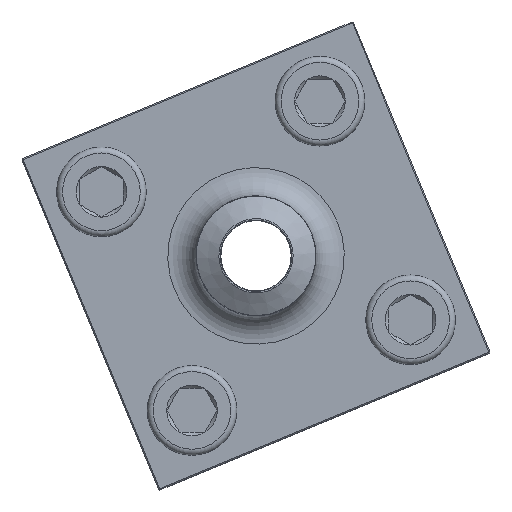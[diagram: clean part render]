
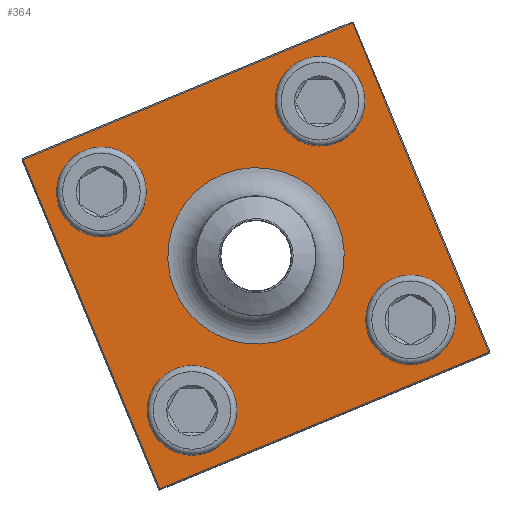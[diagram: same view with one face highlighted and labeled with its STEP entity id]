
A CAD part, top view. The second image highlights one B-rep face of the part: STEP entity #364.
In plain terms, the highlighted face is planar.
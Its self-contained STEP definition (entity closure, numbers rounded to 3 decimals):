
#147=LINE('',#1832,#207);
#148=LINE('',#1835,#208);
#149=LINE('',#1837,#209);
#150=LINE('',#1839,#210);
#207=VECTOR('',#1482,1.);
#208=VECTOR('',#1483,1.);
#209=VECTOR('',#1484,1.);
#210=VECTOR('',#1485,1.);
#364=ADVANCED_FACE('',(#497,#498,#499,#500,#501,#502),#418,.T.);
#418=PLANE('',#1225);
#497=FACE_BOUND('',#606,.T.);
#498=FACE_BOUND('',#607,.T.);
#499=FACE_BOUND('',#608,.T.);
#500=FACE_BOUND('',#609,.T.);
#501=FACE_BOUND('',#610,.T.);
#502=FACE_BOUND('',#611,.T.);
#606=EDGE_LOOP('',(#783));
#607=EDGE_LOOP('',(#784));
#608=EDGE_LOOP('',(#785));
#609=EDGE_LOOP('',(#786));
#610=EDGE_LOOP('',(#787,#788,#789,#790));
#611=EDGE_LOOP('',(#791));
#783=ORIENTED_EDGE('',*,*,#1047,.T.);
#784=ORIENTED_EDGE('',*,*,#1048,.T.);
#785=ORIENTED_EDGE('',*,*,#1049,.T.);
#786=ORIENTED_EDGE('',*,*,#1050,.T.);
#787=ORIENTED_EDGE('',*,*,#1051,.T.);
#788=ORIENTED_EDGE('',*,*,#1052,.T.);
#789=ORIENTED_EDGE('',*,*,#1053,.T.);
#790=ORIENTED_EDGE('',*,*,#1054,.T.);
#791=ORIENTED_EDGE('',*,*,#1011,.T.);
#918=VERTEX_POINT('',#1734);
#954=VERTEX_POINT('',#1825);
#955=VERTEX_POINT('',#1827);
#956=VERTEX_POINT('',#1829);
#957=VERTEX_POINT('',#1831);
#958=VERTEX_POINT('',#1833);
#959=VERTEX_POINT('',#1834);
#960=VERTEX_POINT('',#1836);
#961=VERTEX_POINT('',#1838);
#1011=EDGE_CURVE('',#918,#918,#1109,.T.);
#1047=EDGE_CURVE('',#954,#954,#1125,.T.);
#1048=EDGE_CURVE('',#955,#955,#1126,.T.);
#1049=EDGE_CURVE('',#956,#956,#1127,.T.);
#1050=EDGE_CURVE('',#957,#957,#1128,.T.);
#1051=EDGE_CURVE('',#958,#959,#147,.T.);
#1052=EDGE_CURVE('',#959,#960,#148,.T.);
#1053=EDGE_CURVE('',#960,#961,#149,.T.);
#1054=EDGE_CURVE('',#961,#958,#150,.T.);
#1109=CIRCLE('',#1186,44.3);
#1125=CIRCLE('',#1221,16.);
#1126=CIRCLE('',#1222,16.);
#1127=CIRCLE('',#1223,16.);
#1128=CIRCLE('',#1224,16.);
#1186=AXIS2_PLACEMENT_3D('',#1733,#1384,#1385);
#1221=AXIS2_PLACEMENT_3D('',#1824,#1474,#1475);
#1222=AXIS2_PLACEMENT_3D('',#1826,#1476,#1477);
#1223=AXIS2_PLACEMENT_3D('',#1828,#1478,#1479);
#1224=AXIS2_PLACEMENT_3D('',#1830,#1480,#1481);
#1225=AXIS2_PLACEMENT_3D('',#1840,#1486,#1487);
#1384=DIRECTION('',(-1.,0.,0.));
#1385=DIRECTION('',(0.,0.,1.));
#1474=DIRECTION('',(-1.,0.,0.));
#1475=DIRECTION('',(0.,0.,-1.));
#1476=DIRECTION('',(-1.,0.,0.));
#1477=DIRECTION('',(0.,0.,-1.));
#1478=DIRECTION('',(-1.,0.,0.));
#1479=DIRECTION('',(0.,0.,-1.));
#1480=DIRECTION('',(-1.,0.,0.));
#1481=DIRECTION('',(0.,0.,-1.));
#1482=DIRECTION('',(0.,0.,-1.));
#1483=DIRECTION('',(0.,1.,0.));
#1484=DIRECTION('',(0.,0.,1.));
#1485=DIRECTION('',(0.,-1.,0.));
#1486=DIRECTION('',(1.,0.,0.));
#1487=DIRECTION('',(0.,0.,-1.));
#1733=CARTESIAN_POINT('',(70.,0.,0.));
#1734=CARTESIAN_POINT('',(70.,0.,44.3));
#1824=CARTESIAN_POINT('',(70.,59.397,59.397));
#1825=CARTESIAN_POINT('',(70.,59.397,43.397));
#1826=CARTESIAN_POINT('',(70.,59.397,-59.397));
#1827=CARTESIAN_POINT('',(70.,59.397,-75.397));
#1828=CARTESIAN_POINT('',(70.,-59.397,59.397));
#1829=CARTESIAN_POINT('',(70.,-59.397,43.397));
#1830=CARTESIAN_POINT('',(70.,-59.397,-59.397));
#1831=CARTESIAN_POINT('',(70.,-59.397,-75.397));
#1832=CARTESIAN_POINT('',(70.,-89.5,-90.));
#1833=CARTESIAN_POINT('',(70.,-89.5,89.5));
#1834=CARTESIAN_POINT('',(70.,-89.5,-89.5));
#1835=CARTESIAN_POINT('',(70.,90.,-89.5));
#1836=CARTESIAN_POINT('',(70.,89.5,-89.5));
#1837=CARTESIAN_POINT('',(70.,89.5,90.));
#1838=CARTESIAN_POINT('',(70.,89.5,89.5));
#1839=CARTESIAN_POINT('',(70.,-90.,89.5));
#1840=CARTESIAN_POINT('',(70.,0.,0.));
